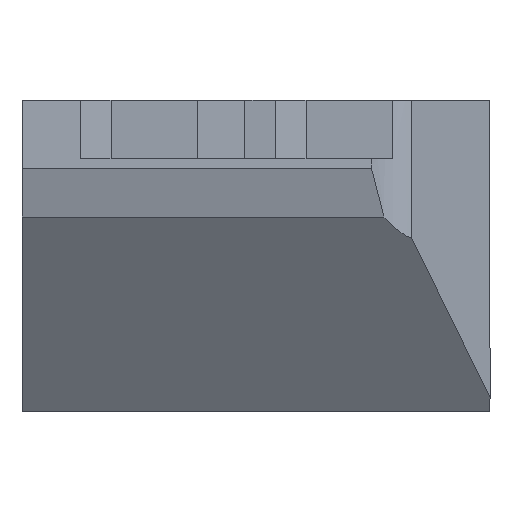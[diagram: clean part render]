
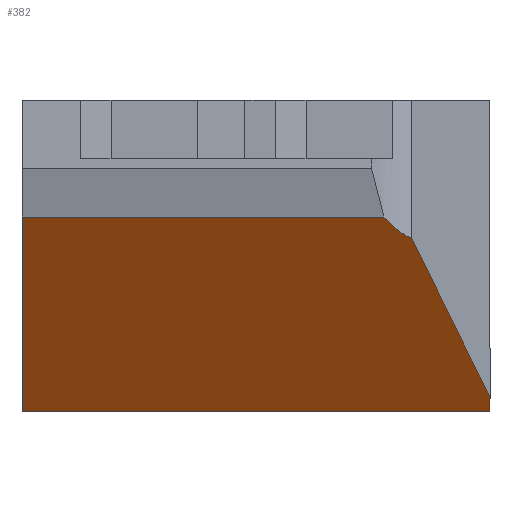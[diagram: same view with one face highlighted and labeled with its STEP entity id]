
A CAD part, left-side view. The second image highlights one B-rep face of the part: STEP entity #382.
In plain terms, the highlighted planar face has unit normal (-0.819, 0, -0.574).
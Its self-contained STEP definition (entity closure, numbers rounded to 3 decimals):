
#106 = LINE ( 'NONE', #1356, #2705 ) ;
#382 = ADVANCED_FACE ( 'NONE', ( #866 ), #1568, .T. ) ;
#455 = EDGE_CURVE ( 'NONE', #2300, #2925, #3242, .T. ) ;
#467 = ORIENTED_EDGE ( 'NONE', *, *, #775, .F. ) ;
#694 = CARTESIAN_POINT ( 'NONE',  ( -123.56, -8., -7.1 ) ) ;
#775 = EDGE_CURVE ( 'NONE', #2925, #1518, #106, .T. ) ;
#866 = FACE_OUTER_BOUND ( 'NONE', #1074, .T. ) ;
#871 = CARTESIAN_POINT ( 'NONE',  ( -117.328, 176.106, -16. ) ) ;
#898 = CARTESIAN_POINT ( 'NONE',  ( -123.718, -7.473, -6.874 ) ) ;
#925 = ORIENTED_EDGE ( 'NONE', *, *, #455, .F. ) ;
#949 =( BOUNDED_CURVE ( )  B_SPLINE_CURVE ( 3, ( #1173, #2756, #898, #2495 ),
 .UNSPECIFIED., .F., .T. ) 
 B_SPLINE_CURVE_WITH_KNOTS ( ( 4, 4 ),
 ( 5.591, 5.991 ),
 .UNSPECIFIED. ) 
 CURVE ( )  GEOMETRIC_REPRESENTATION_ITEM ( )  RATIONAL_B_SPLINE_CURVE ( ( 1., 0.987, 0.987, 1. ) ) 
 REPRESENTATION_ITEM ( '' )  );
#1074 = EDGE_LOOP ( 'NONE', ( #925, #3334, #2190, #1421, #1859, #467 ) ) ;
#1082 = DIRECTION ( 'NONE',  ( 0., -1., 0. ) ) ;
#1173 = CARTESIAN_POINT ( 'NONE',  ( -124.33, -6.563, -6. ) ) ;
#1299 = VERTEX_POINT ( 'NONE', #3215 ) ;
#1337 = VECTOR ( 'NONE', #2202, 1000. ) ;
#1340 = VECTOR ( 'NONE', #1642, 1000. ) ;
#1356 = CARTESIAN_POINT ( 'NONE',  ( -124.33, 176.106, -6. ) ) ;
#1421 = ORIENTED_EDGE ( 'NONE', *, *, #1625, .F. ) ;
#1513 = EDGE_CURVE ( 'NONE', #1518, #2267, #949, .T. ) ;
#1518 = VERTEX_POINT ( 'NONE', #3248 ) ;
#1568 = PLANE ( 'NONE',  #1877 ) ;
#1586 = EDGE_CURVE ( 'NONE', #2300, #1299, #2881, .T. ) ;
#1625 = EDGE_CURVE ( 'NONE', #2267, #1814, #2887, .T. ) ;
#1642 = DIRECTION ( 'NONE',  ( 0.574, 0., -0.819 ) ) ;
#1711 = CARTESIAN_POINT ( 'NONE',  ( -124.33, 12., -6. ) ) ;
#1814 = VERTEX_POINT ( 'NONE', #2329 ) ;
#1851 = CARTESIAN_POINT ( 'NONE',  ( -119.852, 12., -12.395 ) ) ;
#1859 = ORIENTED_EDGE ( 'NONE', *, *, #1513, .F. ) ;
#1877 = AXIS2_PLACEMENT_3D ( 'NONE', #2588, #2914, #2320 ) ;
#1913 = CARTESIAN_POINT ( 'NONE',  ( -119.852, -12., -12.395 ) ) ;
#2075 = EDGE_CURVE ( 'NONE', #1814, #1299, #2809, .T. ) ;
#2117 = DIRECTION ( 'NONE',  ( -0.574, 0., 0.819 ) ) ;
#2190 = ORIENTED_EDGE ( 'NONE', *, *, #2075, .F. ) ;
#2202 = DIRECTION ( 'NONE',  ( 0., -1., 0. ) ) ;
#2267 = VERTEX_POINT ( 'NONE', #694 ) ;
#2274 = CARTESIAN_POINT ( 'NONE',  ( -117.328, 12., -16. ) ) ;
#2300 = VERTEX_POINT ( 'NONE', #2274 ) ;
#2320 = DIRECTION ( 'NONE',  ( -0.574, 0., 0.819 ) ) ;
#2329 = CARTESIAN_POINT ( 'NONE',  ( -117.847, -12., -15.258 ) ) ;
#2405 = VECTOR ( 'NONE', #2117, 1000. ) ;
#2455 = DIRECTION ( 'NONE',  ( 0.532, -0.373, -0.76 ) ) ;
#2495 = CARTESIAN_POINT ( 'NONE',  ( -123.56, -8., -7.1 ) ) ;
#2588 = CARTESIAN_POINT ( 'NONE',  ( -124.33, 176.106, -6. ) ) ;
#2705 = VECTOR ( 'NONE', #1082, 1000. ) ;
#2723 = VECTOR ( 'NONE', #2455, 1000. ) ;
#2725 = CARTESIAN_POINT ( 'NONE',  ( -192.828, 40.502, 91.824 ) ) ;
#2756 = CARTESIAN_POINT ( 'NONE',  ( -123.979, -6.987, -6.502 ) ) ;
#2809 = LINE ( 'NONE', #1913, #1340 ) ;
#2881 = LINE ( 'NONE', #871, #1337 ) ;
#2887 = LINE ( 'NONE', #2725, #2723 ) ;
#2914 = DIRECTION ( 'NONE',  ( -0.819, 0., -0.574 ) ) ;
#2925 = VERTEX_POINT ( 'NONE', #1711 ) ;
#3215 = CARTESIAN_POINT ( 'NONE',  ( -117.328, -12., -16. ) ) ;
#3242 = LINE ( 'NONE', #1851, #2405 ) ;
#3248 = CARTESIAN_POINT ( 'NONE',  ( -124.33, -6.563, -6. ) ) ;
#3334 = ORIENTED_EDGE ( 'NONE', *, *, #1586, .T. ) ;
